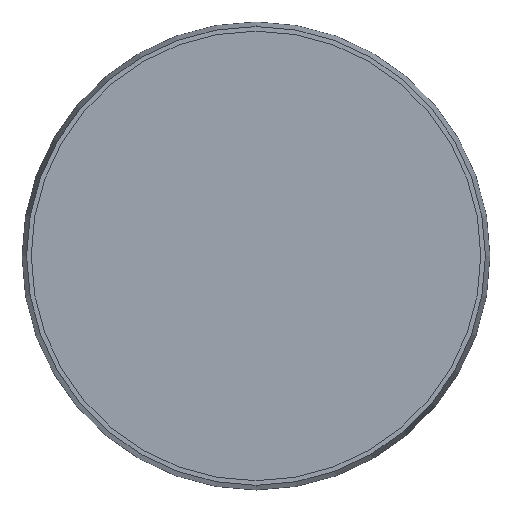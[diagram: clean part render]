
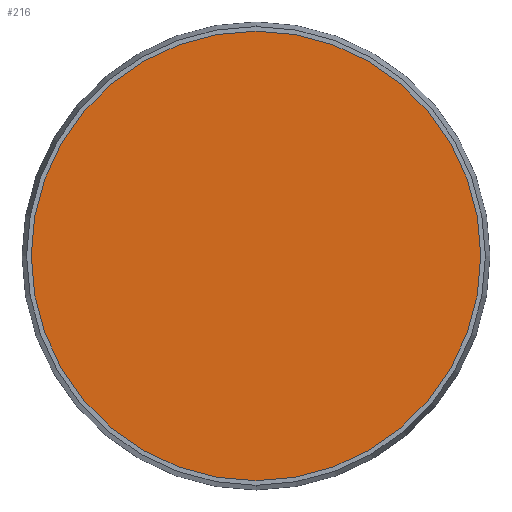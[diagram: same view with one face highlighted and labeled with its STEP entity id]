
A CAD part, top view. The second image highlights one B-rep face of the part: STEP entity #216.
In plain terms, the highlighted planar face has unit normal (0, 0, 1).
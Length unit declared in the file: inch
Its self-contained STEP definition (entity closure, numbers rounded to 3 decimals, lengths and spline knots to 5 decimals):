
#65=CARTESIAN_POINT('',(0.,0.,0.27362));
#66=DIRECTION('',(0.,0.,1.));
#67=DIRECTION('',(1.,0.,0.));
#68=AXIS2_PLACEMENT_3D('',#65,#66,#67);
#70=CARTESIAN_POINT('',(0.,0.,0.27362));
#71=DIRECTION('',(0.,0.,1.));
#72=DIRECTION('',(-1.,0.,0.));
#73=AXIS2_PLACEMENT_3D('',#70,#71,#72);
#87=CARTESIAN_POINT('',(0.96063,0.,0.27362));
#88=CARTESIAN_POINT('',(-0.96063,0.,0.27362));
#89=VERTEX_POINT('',#87);
#90=VERTEX_POINT('',#88);
#207=CARTESIAN_POINT('',(0.,0.,0.27362));
#208=DIRECTION('',(0.,0.,1.));
#209=DIRECTION('',(1.,0.,0.));
#210=AXIS2_PLACEMENT_3D('',#207,#208,#209);
#211=PLANE('',#210);
#212=ORIENTED_EDGE('',*,*,#187,.F.);
#213=ORIENTED_EDGE('',*,*,#201,.F.);
#214=EDGE_LOOP('',(#212,#213));
#215=FACE_OUTER_BOUND('',#214,.F.);
#216=ADVANCED_FACE('',(#215),#211,.T.);
#69=CIRCLE('',#68,0.96063);
#74=CIRCLE('',#73,0.96063);
#187=EDGE_CURVE('',#89,#90,#69,.T.);
#201=EDGE_CURVE('',#90,#89,#74,.T.);
